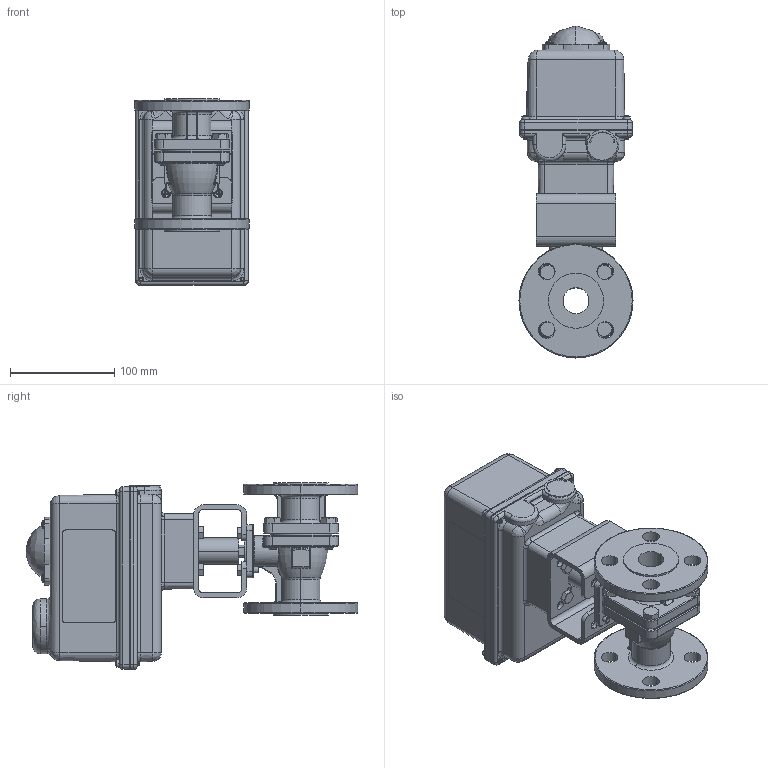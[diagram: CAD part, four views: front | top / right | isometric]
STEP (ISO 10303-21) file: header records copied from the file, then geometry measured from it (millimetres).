
FILE_DESCRIPTION (( 'STEP AP203' ), '1' );
FILE_NAME ('2000F-100_ER-2.STEP', '2017-12-13T20:11:02', ( '' ), ( '' ), 'SwSTEP 2.0', 'SolidWorks 2014', '' );
FILE_SCHEMA (( 'CONFIG_CONTROL_DESIGN' ));
Length unit declared in the file: inch
Products named in the file (1): 2000F-100_ER-2
Bounding box: 109.35 x 317.95 x 178.99 mm (x, y, z)
Surface area: 227749.2 mm2 (no closed solid volume)
Topology: 0 solids, 18 shells, 882 faces, 2776 edges, 1872 vertices
Faces by surface type: cylinder 296, plane 278, bspline 126, cone 110, torus 62, sphere 10
Entity records: 49073 total; most frequent: CARTESIAN_POINT 26638, ORIENTED_EDGE 4727, DIRECTION 4138, EDGE_CURVE 2750, VERTEX_POINT 1872, AXIS2_PLACEMENT_3D 1578, EDGE_LOOP 1007, VECTOR 982
